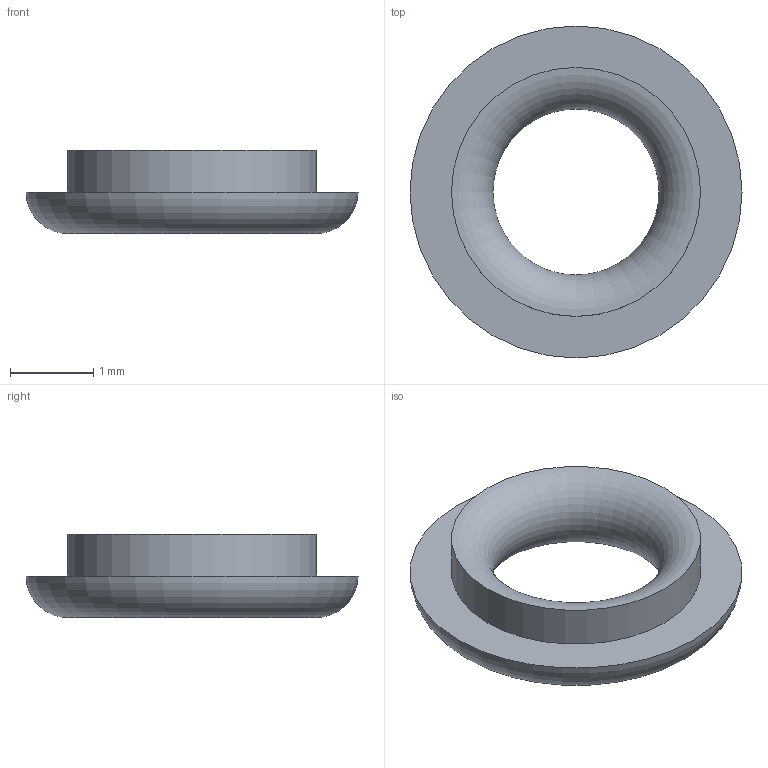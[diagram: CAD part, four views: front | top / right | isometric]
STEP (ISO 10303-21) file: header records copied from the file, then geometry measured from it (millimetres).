
FILE_DESCRIPTION(('FreeCAD Model'),'2;1');
FILE_NAME('parte0.stp' ,'2022-03-02T15:47:12',('FreeCAD'),('FreeCAD'), 'Open CASCADE STEP processor 7.3','FreeCAD','Unknown');
FILE_SCHEMA(('AUTOMOTIVE_DESIGN { 1 0 10303 214 1 1 1 1 }'));
Length unit declared in the file: millimetre
Products named in the file (1): Open CASCADE STEP translator 7.3 2
Bounding box: 4 x 4 x 1 mm (x, y, z)
Volume: 5.3 mm3; surface area: 30.8 mm2
Topology: 1 solids, 1 shells, 3 faces, 5 edges, 3 vertices
Faces by surface type: cylinder 1, plane 1, torus 1
Full cylindrical faces by diameter (mm): 3 x1
Entity records: 154 total; most frequent: DIRECTION 27, CARTESIAN_POINT 22, ORIENTED_EDGE 10, PCURVE 10, DEFINITIONAL_REPRESENTATION 10, LINE 9, VECTOR 9, AXIS2_PLACEMENT_3D 8
